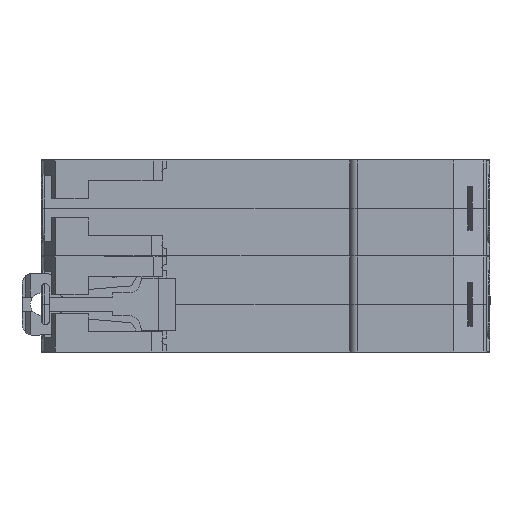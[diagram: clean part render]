
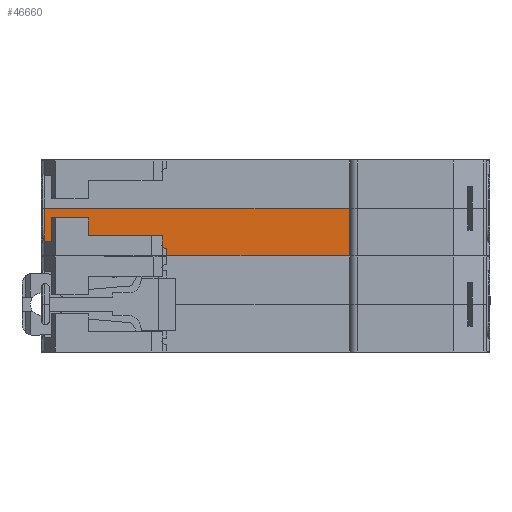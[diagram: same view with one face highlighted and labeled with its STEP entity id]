
A CAD part, front view. The second image highlights one B-rep face of the part: STEP entity #46660.
In plain terms, the highlighted planar face has unit normal (0, -1, 0).
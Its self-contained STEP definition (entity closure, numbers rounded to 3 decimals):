
#32447 = CARTESIAN_POINT ( 'NONE',  ( -23.439, 0., 2.4 ) ) ;
#32448 = DIRECTION ( 'NONE',  ( 0.643, 0., -0.766 ) ) ;
#32449 = VECTOR ( 'NONE', #32448, 1000. ) ;
#32450 = CARTESIAN_POINT ( 'NONE',  ( -23.439, 0., 2.4 ) ) ;
#32451 = LINE ( 'NONE', #32450, #32449 ) ;
#32480 = CARTESIAN_POINT ( 'NONE',  ( -22.6, 0., 1.4 ) ) ;
#32481 = DIRECTION ( 'NONE',  ( 1., 0., 0. ) ) ;
#32482 = VECTOR ( 'NONE', #32481, 1000. ) ;
#32483 = CARTESIAN_POINT ( 'NONE',  ( -22.6, 0., 1.4 ) ) ;
#32484 = LINE ( 'NONE', #32483, #32482 ) ;
#32485 = CARTESIAN_POINT ( 'NONE',  ( -22.1, 0., 1.4 ) ) ;
#32492 = CARTESIAN_POINT ( 'NONE',  ( -25.6, 0., 2.4 ) ) ;
#32493 = DIRECTION ( 'NONE',  ( 1., 0., 0. ) ) ;
#32494 = VECTOR ( 'NONE', #32493, 1000. ) ;
#32495 = CARTESIAN_POINT ( 'NONE',  ( -25.6, 0., 2.4 ) ) ;
#32496 = LINE ( 'NONE', #32495, #32494 ) ;
#32510 = CARTESIAN_POINT ( 'NONE',  ( -34.1, 0., 2.7 ) ) ;
#32511 = DIRECTION ( 'NONE',  ( 0.887, 0., -0.461 ) ) ;
#32512 = VECTOR ( 'NONE', #32511, 1000. ) ;
#32513 = CARTESIAN_POINT ( 'NONE',  ( -31.6, 0., 1.4 ) ) ;
#32514 = LINE ( 'NONE', #32513, #32512 ) ;
#32545 = CARTESIAN_POINT ( 'NONE',  ( -25.6, 0., 1.9 ) ) ;
#32546 = DIRECTION ( 'NONE',  ( 0., 0., 1. ) ) ;
#32547 = VECTOR ( 'NONE', #32546, 1000. ) ;
#32548 = CARTESIAN_POINT ( 'NONE',  ( -25.6, 0., 1.9 ) ) ;
#32549 = LINE ( 'NONE', #32548, #32547 ) ;
#32560 = CARTESIAN_POINT ( 'NONE',  ( -29.1, 0., 2.2 ) ) ;
#32561 = DIRECTION ( 'NONE',  ( 0.959, 0., -0.284 ) ) ;
#32562 = VECTOR ( 'NONE', #32561, 1000. ) ;
#32563 = CARTESIAN_POINT ( 'NONE',  ( -29.1, 0., 2.2 ) ) ;
#32564 = LINE ( 'NONE', #32563, #32562 ) ;
#32594 = CARTESIAN_POINT ( 'NONE',  ( -26.4, 0., 1.4 ) ) ;
#32595 = DIRECTION ( 'NONE',  ( 0.848, 0., 0.53 ) ) ;
#32596 = VECTOR ( 'NONE', #32595, 1000. ) ;
#32597 = CARTESIAN_POINT ( 'NONE',  ( -26.4, 0., 1.4 ) ) ;
#32598 = LINE ( 'NONE', #32597, #32596 ) ;
#32640 = CARTESIAN_POINT ( 'NONE',  ( -31.6, 0., 1.4 ) ) ;
#32641 = DIRECTION ( 'NONE',  ( 0.952, 0., 0.305 ) ) ;
#32642 = VECTOR ( 'NONE', #32641, 1000. ) ;
#32643 = CARTESIAN_POINT ( 'NONE',  ( -31.6, 0., 1.4 ) ) ;
#32644 = LINE ( 'NONE', #32643, #32642 ) ;
#32655 = CARTESIAN_POINT ( 'NONE',  ( -44.4, 0., 2.7 ) ) ;
#32656 = DIRECTION ( 'NONE',  ( -1., 0., 0. ) ) ;
#32657 = VECTOR ( 'NONE', #32656, 1000. ) ;
#32658 = CARTESIAN_POINT ( 'NONE',  ( -44.4, 0., 2.7 ) ) ;
#32659 = LINE ( 'NONE', #32658, #32657 ) ;
#32794 = CARTESIAN_POINT ( 'NONE',  ( -22.1, 0., 0. ) ) ;
#32930 = DIRECTION ( 'NONE',  ( 0., 0., -1. ) ) ;
#32931 = VECTOR ( 'NONE', #32930, 1000. ) ;
#32932 = CARTESIAN_POINT ( 'NONE',  ( -22.1, 0., 1.7 ) ) ;
#32933 = LINE ( 'NONE', #32932, #32931 ) ;
#34854 = DIRECTION ( 'NONE',  ( 0., 0., -1. ) ) ;
#34855 = VECTOR ( 'NONE', #34854, 1000. ) ;
#34856 = CARTESIAN_POINT ( 'NONE',  ( -44.4, 0., 1.7 ) ) ;
#34857 = LINE ( 'NONE', #34856, #34855 ) ;
#34858 = CARTESIAN_POINT ( 'NONE',  ( -44.4, 0., 8.7 ) ) ;
#34859 = DIRECTION ( 'NONE',  ( 1., 0., 0. ) ) ;
#34860 = VECTOR ( 'NONE', #34859, 1000. ) ;
#34861 = CARTESIAN_POINT ( 'NONE',  ( -22.1, 0., 8.7 ) ) ;
#34862 = LINE ( 'NONE', #34861, #34860 ) ;
#34868 = DIRECTION ( 'NONE',  ( 0., 1., 0. ) ) ;
#34869 = CARTESIAN_POINT ( 'NONE',  ( -22.1, 0., 1.7 ) ) ;
#34870 = AXIS2_PLACEMENT_3D ( 'NONE', #34869, #34868, #34925 ) ;
#34871 = PLANE ( 'NONE',  #34870 ) ;
#34872 = FACE_OUTER_BOUND ( 'NONE', #46661, .T. ) ;
#34873 = DIRECTION ( 'NONE',  ( 0., 0., -1. ) ) ;
#34874 = VECTOR ( 'NONE', #34873, 1000. ) ;
#34875 = CARTESIAN_POINT ( 'NONE',  ( 13.7, 0., 1.7 ) ) ;
#34876 = LINE ( 'NONE', #34875, #34874 ) ;
#34882 = CARTESIAN_POINT ( 'NONE',  ( 13.7, 0., 8.7 ) ) ;
#34887 = CARTESIAN_POINT ( 'NONE',  ( 13.7, 0., 0. ) ) ;
#34925 = DIRECTION ( 'NONE',  ( 0., 0., 1. ) ) ;
#34972 = DIRECTION ( 'NONE',  ( 1., 0., 0. ) ) ;
#34973 = VECTOR ( 'NONE', #34972, 1000. ) ;
#34974 = CARTESIAN_POINT ( 'NONE',  ( -22.1, 0., 0. ) ) ;
#34975 = LINE ( 'NONE', #34974, #34973 ) ;
#45270 = EDGE_CURVE ( 'NONE', #45271, #45290, #32451, .T. ) ;
#45271 = VERTEX_POINT ( 'NONE', #32447 ) ;
#45281 = EDGE_CURVE ( 'NONE', #45282, #45271, #32496, .T. ) ;
#45282 = VERTEX_POINT ( 'NONE', #32492 ) ;
#45287 = VERTEX_POINT ( 'NONE', #32485 ) ;
#45289 = EDGE_CURVE ( 'NONE', #45290, #45287, #32484, .T. ) ;
#45290 = VERTEX_POINT ( 'NONE', #32480 ) ;
#45309 = EDGE_CURVE ( 'NONE', #45310, #45383, #32514, .T. ) ;
#45310 = VERTEX_POINT ( 'NONE', #32510 ) ;
#45317 = EDGE_CURVE ( 'NONE', #45318, #45335, #32564, .T. ) ;
#45318 = VERTEX_POINT ( 'NONE', #32560 ) ;
#45325 = EDGE_CURVE ( 'NONE', #45326, #45282, #32549, .T. ) ;
#45326 = VERTEX_POINT ( 'NONE', #32545 ) ;
#45334 = EDGE_CURVE ( 'NONE', #45335, #45326, #32598, .T. ) ;
#45335 = VERTEX_POINT ( 'NONE', #32594 ) ;
#45374 = EDGE_CURVE ( 'NONE', #45310, #45375, #32659, .T. ) ;
#45375 = VERTEX_POINT ( 'NONE', #32655 ) ;
#45382 = EDGE_CURVE ( 'NONE', #45383, #45318, #32644, .T. ) ;
#45383 = VERTEX_POINT ( 'NONE', #32640 ) ;
#45480 = VERTEX_POINT ( 'NONE', #32794 ) ;
#45538 = EDGE_CURVE ( 'NONE', #45287, #45480, #32933, .T. ) ;
#46626 = ORIENTED_EDGE ( 'NONE', *, *, #46627, .F. ) ;
#46627 = EDGE_CURVE ( 'NONE', #46628, #46655, #34862, .T. ) ;
#46628 = VERTEX_POINT ( 'NONE', #34858 ) ;
#46629 = ORIENTED_EDGE ( 'NONE', *, *, #46630, .T. ) ;
#46630 = EDGE_CURVE ( 'NONE', #46628, #45375, #34857, .T. ) ;
#46637 = ORIENTED_EDGE ( 'NONE', *, *, #45309, .T. ) ;
#46638 = ORIENTED_EDGE ( 'NONE', *, *, #45382, .T. ) ;
#46639 = ORIENTED_EDGE ( 'NONE', *, *, #45317, .T. ) ;
#46640 = ORIENTED_EDGE ( 'NONE', *, *, #45334, .T. ) ;
#46641 = ORIENTED_EDGE ( 'NONE', *, *, #45325, .T. ) ;
#46642 = ORIENTED_EDGE ( 'NONE', *, *, #45281, .T. ) ;
#46643 = ORIENTED_EDGE ( 'NONE', *, *, #45270, .T. ) ;
#46644 = ORIENTED_EDGE ( 'NONE', *, *, #45289, .T. ) ;
#46645 = ORIENTED_EDGE ( 'NONE', *, *, #45538, .T. ) ;
#46646 = ORIENTED_EDGE ( 'NONE', *, *, #46708, .T. ) ;
#46651 = VERTEX_POINT ( 'NONE', #34887 ) ;
#46655 = VERTEX_POINT ( 'NONE', #34882 ) ;
#46658 = EDGE_CURVE ( 'NONE', #46655, #46651, #34876, .T. ) ;
#46660 = ADVANCED_FACE ( 'NONE', ( #34872 ), #34871, .F. ) ;
#46661 = EDGE_LOOP ( 'NONE', ( #46662, #46637, #46638, #46639, #46640, #46641, #46642, #46643, #46644, #46645, #46646, #46709, #46626, #46629 ) ) ;
#46662 = ORIENTED_EDGE ( 'NONE', *, *, #45374, .F. ) ;
#46708 = EDGE_CURVE ( 'NONE', #45480, #46651, #34975, .T. ) ;
#46709 = ORIENTED_EDGE ( 'NONE', *, *, #46658, .F. ) ;
